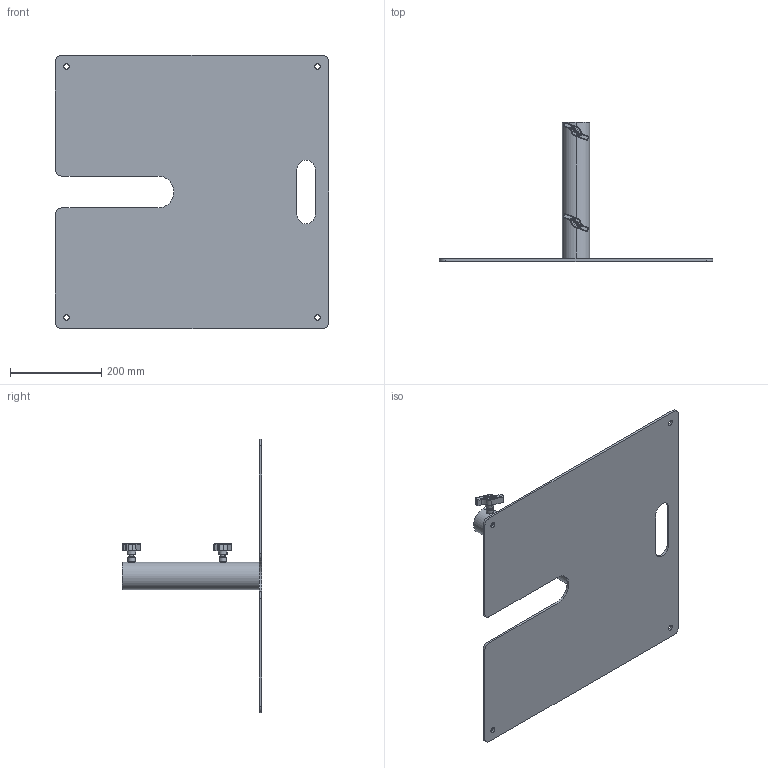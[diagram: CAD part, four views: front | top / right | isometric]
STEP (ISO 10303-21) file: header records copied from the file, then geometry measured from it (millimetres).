
FILE_DESCRIPTION (( 'STEP AP203' ), '1' );
FILE_NAME ('T54250.STEP', '2018-08-01T12:38:51', ( '' ), ( '' ), 'SwSTEP 2.0', 'SolidWorks 2016', '' );
FILE_SCHEMA (( 'CONFIG_CONTROL_DESIGN' ));
Length unit declared in the file: millimetre
Products named in the file (6): TH691; T54250; TH3779; Doughty Knob_S0141; TH2218; TH748
Assembly tree (7 placements, depth 3):
  T54250
    TH748
    TH691
      TH3779
      TH2218  x2
    Doughty Knob_S0141  x2
Bounding box: 600 x 305 x 600 mm (x, y, z)
Volume: 1976459.8 mm3; surface area: 807135.8 mm2
Topology: 6 solids, 6 shells, 311 faces, 791 edges, 514 vertices
Faces by surface type: plane 149, cylinder 114, cone 32, torus 16
Entity records: 6414 total; most frequent: CARTESIAN_POINT 1270, DIRECTION 978, ORIENTED_EDGE 908, EDGE_CURVE 454, AXIS2_PLACEMENT_3D 354, VERTEX_POINT 296, LINE 270, VECTOR 270
